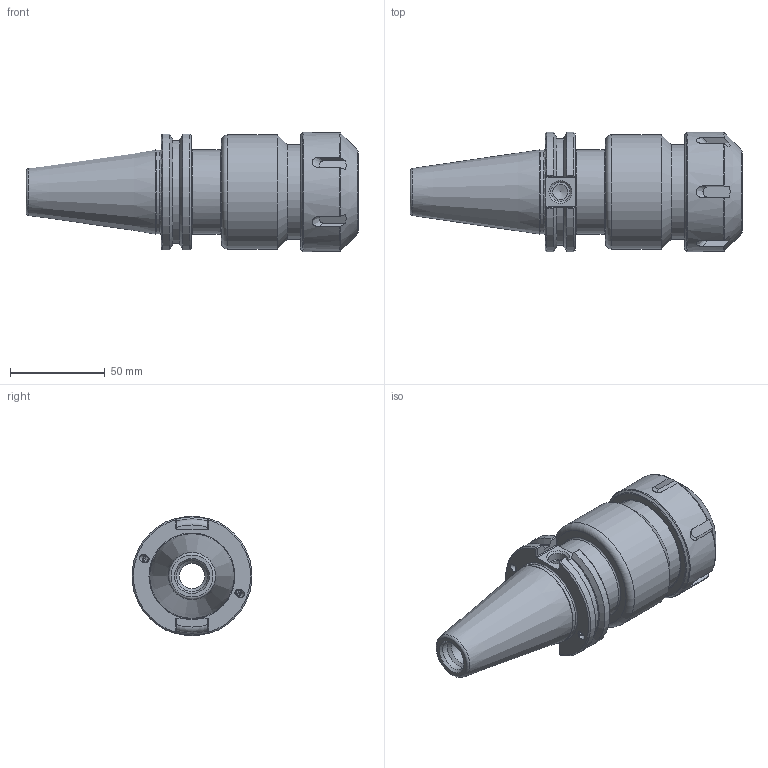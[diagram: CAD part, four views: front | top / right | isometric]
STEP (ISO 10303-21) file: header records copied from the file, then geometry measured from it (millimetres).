
FILE_DESCRIPTION((''),'2;1');
FILE_NAME('C40BC-40ERC422.iam.stp','2014-06-23T10:32:18',(''),(''),'Autodesk Inventor 2012','Autodesk Inventor 2012','');
FILE_SCHEMA(('AUTOMOTIVE_DESIGN { 1 0 10303 214 1 1 1 1 }'));
Length unit declared in the file: inch
Products named in the file (5): C40BC-40ERC422; C40BCB-40ER4-1; 029-965; 40ERCN
Assembly tree (7 placements, depth 3):
  C40BC-40ERC422
    C40BCB-40ER4-1
      C40BCB-40ER4-1
      029-965  x4
    40ERCN
Bounding box: 175.45 x 63.26 x 62.98 mm (x, y, z)
Volume: 218410.9 mm3; surface area: 57102.3 mm2
Topology: 6 solids, 6 shells, 223 faces, 525 edges, 337 vertices
Faces by surface type: plane 103, cylinder 56, cone 36, torus 18, bspline 6, sphere 4
Full cylindrical faces by diameter (mm): 3.3 x4, 4 x8, 4.1 x4, 4.2 x4, 8.001 x1, 10.135 x1, 13.386 x1, 16.459 x1, 26.848 x1, 30.988 x1, 33.338 x2, 36.513 x1, 38.1 x1, 41.148 x1, 43.942 x1, 44.45 x1, 48.666 x1, 50 x1, 50.292 x1, 60.325 x1, 62.979 x1
Entity records: 5384 total; most frequent: CARTESIAN_POINT 1407, DIRECTION 774, ORIENTED_EDGE 706, EDGE_CURVE 353, AXIS2_PLACEMENT_3D 322, EDGE_LOOP 262, VERTEX_POINT 259, FACE_OUTER_BOUND 175
